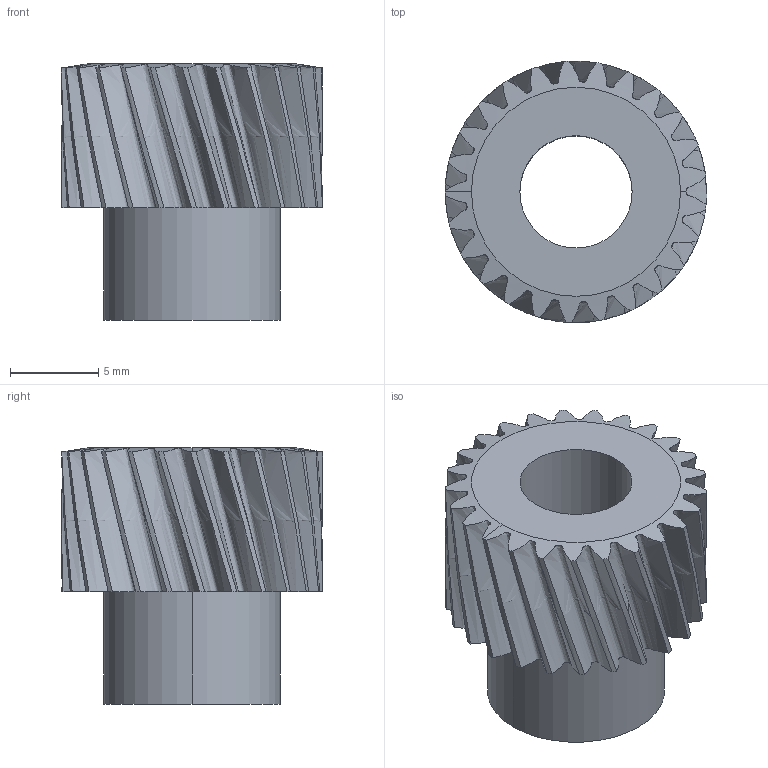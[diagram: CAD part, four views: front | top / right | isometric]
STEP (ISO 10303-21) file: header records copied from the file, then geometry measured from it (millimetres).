
FILE_DESCRIPTION (( 'STEP AP214' ), '1' );
FILE_NAME ('Gear00285.STEP', '2017-09-12T08:45:19', ( '13' ), ( '' ), 'SwSTEP 2.0', 'SolidWorks 2012', '' );
FILE_SCHEMA (( 'AUTOMOTIVE_DESIGN' ));
Products named in the file (1): Gear00285
Bounding box: 14.78 x 14.78 x 14.48 mm (x, y, z)
Volume: 1227 mm3; surface area: 1367.2 mm2
Topology: 1 solids, 1 shells, 60 faces, 171 edges, 114 vertices
Faces by surface type: cylinder 30, bspline 25, plane 3, cone 2
Entity records: 121313 total; most frequent: CARTESIAN_POINT 120028, ORIENTED_EDGE 342, DIRECTION 201, EDGE_CURVE 171, VERTEX_POINT 114, AXIS2_PLACEMENT_3D 97, EDGE_LOOP 63, CIRCLE 61
